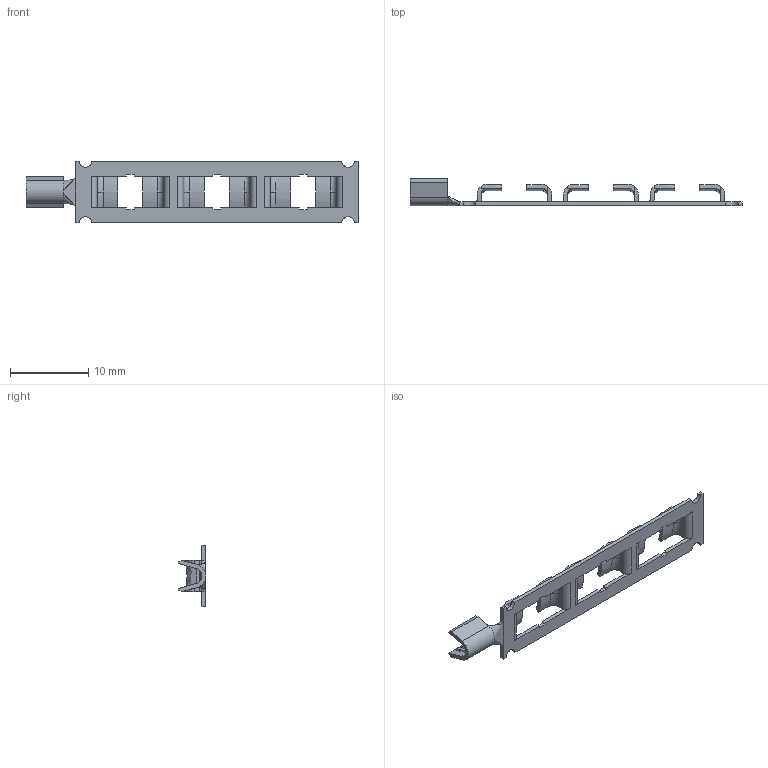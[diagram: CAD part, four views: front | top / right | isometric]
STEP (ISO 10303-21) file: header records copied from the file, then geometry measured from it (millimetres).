
FILE_DESCRIPTION (( 'STEP AP203' ), '1' );
FILE_NAME ('09499.STEP', '2015-02-05T12:48:24', ( '' ), ( '' ), 'SwSTEP 2.0', 'SolidWorks 2014', '' );
FILE_SCHEMA (( 'CONFIG_CONTROL_DESIGN' ));
Length unit declared in the file: inch
Products named in the file (1): 09499
Bounding box: 42.42 x 3.56 x 7.87 mm (x, y, z)
Volume: 157.6 mm3; surface area: 759.6 mm2
Topology: 1 solids, 1 shells, 220 faces, 590 edges, 374 vertices
Faces by surface type: plane 136, cylinder 32, bspline 32, torus 12, cone 8
Entity records: 7480 total; most frequent: CARTESIAN_POINT 2050, ORIENTED_EDGE 1180, DIRECTION 1024, EDGE_CURVE 590, VECTOR 398, LINE 398, VERTEX_POINT 374, AXIS2_PLACEMENT_3D 313
